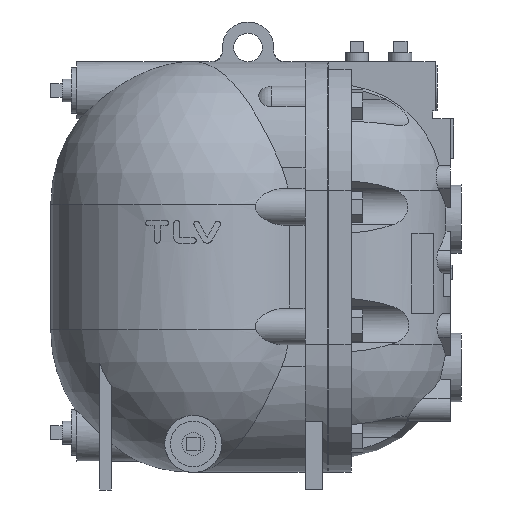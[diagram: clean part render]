
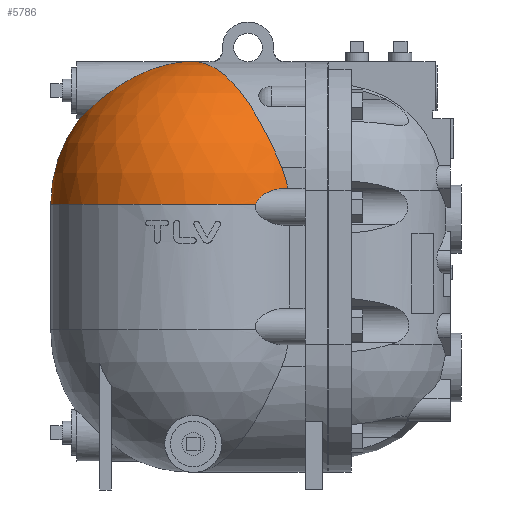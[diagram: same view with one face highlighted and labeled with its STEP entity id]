
A CAD part, front view. The second image highlights one B-rep face of the part: STEP entity #5786.
In plain terms, the highlighted spherical face has radius 125 mm.
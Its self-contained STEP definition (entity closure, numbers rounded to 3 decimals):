
#1752=FACE_OUTER_BOUND('',#2112,.T.);
#2112=EDGE_LOOP('',(#5399,#5400,#5401,#5402,#5403,#5404,#5405));
#2196=B_SPLINE_CURVE_WITH_KNOTS('',3,(#10640,#10641,#10642,#10643,#10644,
#10645,#10646,#10647,#10648,#10649,#10650,#10651,#10652,#10653,#10654,#10655,
#10656,#10657,#10658,#10659,#10660,#10661,#10662,#10663,#10664,#10665,#10666,
#10667,#10668,#10669,#10670,#10671,#10672,#10673,#10674,#10675,#10676,#10677,
#10678,#10679,#10680,#10681),.UNSPECIFIED.,.F.,.F.,(4,2,2,2,2,2,2,2,2,2,
2,2,2,2,2,2,2,2,2,2,4),(0.,0.048,0.097,0.193,
0.325,0.457,0.72,1.241,1.762,
2.804,3.914,5.025,6.136,7.246,
8.008,8.77,10.294,10.751,11.207,
11.664,12.121),.UNSPECIFIED.);
#2200=B_SPLINE_CURVE_WITH_KNOTS('',3,(#10772,#10773,#10774,#10775,#10776,
#10777,#10778,#10779,#10780,#10781,#10782,#10783,#10784,#10785,#10786,#10787,
#10788,#10789,#10790,#10791,#10792,#10793),.UNSPECIFIED.,.F.,.F.,(4,2,2,
2,2,2,2,2,2,2,4),(11.189,11.218,12.891,14.599,
16.306,18.013,19.72,21.513,23.306,
25.099,26.892),.UNSPECIFIED.);
#2203=B_SPLINE_CURVE_WITH_KNOTS('',3,(#10891,#10892,#10893,#10894,#10895,
#10896,#10897,#10898,#10899,#10900,#10901,#10902,#10903,#10904),
 .UNSPECIFIED.,.F.,.F.,(4,2,2,2,2,2,4),(6.074,6.348,
6.826,7.462,8.098,9.37,9.862),
 .UNSPECIFIED.);
#2205=CIRCLE('',#5819,125.);
#2208=CIRCLE('',#5822,125.);
#2406=CIRCLE('',#6347,125.);
#2407=CIRCLE('',#6349,84.076);
#2411=VERTEX_POINT('',#7987);
#2412=VERTEX_POINT('',#7988);
#2416=VERTEX_POINT('',#8030);
#2417=VERTEX_POINT('',#8032);
#2942=VERTEX_POINT('',#10771);
#2959=VERTEX_POINT('',#10888);
#2960=VERTEX_POINT('',#10890);
#2965=EDGE_CURVE('',#2411,#2412,#2205,.T.);
#2970=EDGE_CURVE('',#2417,#2416,#2208,.T.);
#3735=EDGE_CURVE('',#2412,#2417,#2196,.T.);
#3753=EDGE_CURVE('',#2942,#2411,#2200,.T.);
#3780=EDGE_CURVE('',#2960,#2959,#2203,.T.);
#3783=EDGE_CURVE('',#2960,#2416,#2406,.T.);
#3784=EDGE_CURVE('',#2959,#2942,#2407,.T.);
#5399=ORIENTED_EDGE('',*,*,#2965,.T.);
#5400=ORIENTED_EDGE('',*,*,#3735,.T.);
#5401=ORIENTED_EDGE('',*,*,#2970,.T.);
#5402=ORIENTED_EDGE('',*,*,#3783,.F.);
#5403=ORIENTED_EDGE('',*,*,#3780,.T.);
#5404=ORIENTED_EDGE('',*,*,#3784,.T.);
#5405=ORIENTED_EDGE('',*,*,#3753,.T.);
#5479=SPHERICAL_SURFACE('',#6348,125.);
#5786=ADVANCED_FACE('',(#1752),#5479,.T.);
#5819=AXIS2_PLACEMENT_3D('',#7989,#6368,#6369);
#5822=AXIS2_PLACEMENT_3D('',#8033,#6374,#6375);
#6347=AXIS2_PLACEMENT_3D('',#10925,#7939,#7940);
#6348=AXIS2_PLACEMENT_3D('',#10926,#7941,#7942);
#6349=AXIS2_PLACEMENT_3D('',#10927,#7943,#7944);
#6368=DIRECTION('center_axis',(0.,-1.,0.));
#6369=DIRECTION('ref_axis',(-1.,0.,0.));
#6374=DIRECTION('center_axis',(0.,-1.,0.));
#6375=DIRECTION('ref_axis',(-1.,0.,0.));
#7939=DIRECTION('center_axis',(0.,0.,-1.));
#7940=DIRECTION('ref_axis',(-1.,0.,0.));
#7941=DIRECTION('center_axis',(0.,0.,1.));
#7942=DIRECTION('ref_axis',(1.,0.,0.));
#7943=DIRECTION('center_axis',(0.,-1.,0.));
#7944=DIRECTION('ref_axis',(0.,0.,1.));
#7987=CARTESIAN_POINT('',(-118.,0.,247.5));
#7988=CARTESIAN_POINT('',(-123.462,0.,247.381));
#7989=CARTESIAN_POINT('Origin',(-118.,0.,122.5));
#8030=CARTESIAN_POINT('',(-243.,0.,122.5));
#8032=CARTESIAN_POINT('',(-218.089,0.,197.381));
#8033=CARTESIAN_POINT('Origin',(-118.,0.,122.5));
#10640=CARTESIAN_POINT('Ctrl Pts',(-123.462,0.,
247.381));
#10641=CARTESIAN_POINT('Ctrl Pts',(-123.462,-0.161,
247.381));
#10642=CARTESIAN_POINT('Ctrl Pts',(-123.491,-0.32,
247.379));
#10643=CARTESIAN_POINT('Ctrl Pts',(-123.597,-0.628,
247.373));
#10644=CARTESIAN_POINT('Ctrl Pts',(-123.673,-0.777,
247.369));
#10645=CARTESIAN_POINT('Ctrl Pts',(-123.945,-1.205,
247.353));
#10646=CARTESIAN_POINT('Ctrl Pts',(-124.186,-1.464,
247.339));
#10647=CARTESIAN_POINT('Ctrl Pts',(-124.737,-1.988,247.303));
#10648=CARTESIAN_POINT('Ctrl Pts',(-125.095,-2.272,
247.279));
#10649=CARTESIAN_POINT('Ctrl Pts',(-125.849,-2.823,
247.222));
#10650=CARTESIAN_POINT('Ctrl Pts',(-126.246,-3.089,
247.19));
#10651=CARTESIAN_POINT('Ctrl Pts',(-127.455,-3.864,
247.086));
#10652=CARTESIAN_POINT('Ctrl Pts',(-128.285,-4.349,
247.003));
#10653=CARTESIAN_POINT('Ctrl Pts',(-130.548,-5.634,
246.753));
#10654=CARTESIAN_POINT('Ctrl Pts',(-132.145,-6.482,246.542));
#10655=CARTESIAN_POINT('Ctrl Pts',(-135.424,-8.173,246.024));
#10656=CARTESIAN_POINT('Ctrl Pts',(-137.107,-9.013,
245.717));
#10657=CARTESIAN_POINT('Ctrl Pts',(-142.159,-11.471,
244.665));
#10658=CARTESIAN_POINT('Ctrl Pts',(-145.532,-13.024,
243.782));
#10659=CARTESIAN_POINT('Ctrl Pts',(-151.863,-15.788,
241.843));
#10660=CARTESIAN_POINT('Ctrl Pts',(-155.271,-17.187,240.636));
#10661=CARTESIAN_POINT('Ctrl Pts',(-162.18,-19.756,
237.819));
#10662=CARTESIAN_POINT('Ctrl Pts',(-165.681,-20.925,
236.209));
#10663=CARTESIAN_POINT('Ctrl Pts',(-172.606,-22.877,
232.663));
#10664=CARTESIAN_POINT('Ctrl Pts',(-176.032,-23.66,
230.726));
#10665=CARTESIAN_POINT('Ctrl Pts',(-182.659,-24.721,226.656));
#10666=CARTESIAN_POINT('Ctrl Pts',(-185.86,-25.,224.523));
#10667=CARTESIAN_POINT('Ctrl Pts',(-190.951,-25.,220.911));
#10668=CARTESIAN_POINT('Ctrl Pts',(-193.084,-24.869,
219.33));
#10669=CARTESIAN_POINT('Ctrl Pts',(-197.315,-24.245,
216.06));
#10670=CARTESIAN_POINT('Ctrl Pts',(-199.413,-23.752,
214.371));
#10671=CARTESIAN_POINT('Ctrl Pts',(-205.442,-21.635,209.335));
#10672=CARTESIAN_POINT('Ctrl Pts',(-209.108,-19.36,
206.018));
#10673=CARTESIAN_POINT('Ctrl Pts',(-212.847,-15.21,
202.5));
#10674=CARTESIAN_POINT('Ctrl Pts',(-213.683,-14.12,
201.702));
#10675=CARTESIAN_POINT('Ctrl Pts',(-215.188,-11.711,
200.248));
#10676=CARTESIAN_POINT('Ctrl Pts',(-215.859,-10.391,
199.593));
#10677=CARTESIAN_POINT('Ctrl Pts',(-216.954,-7.589,
198.513));
#10678=CARTESIAN_POINT('Ctrl Pts',(-217.381,-6.105,198.088));
#10679=CARTESIAN_POINT('Ctrl Pts',(-217.949,-3.071,
197.522));
#10680=CARTESIAN_POINT('Ctrl Pts',(-218.089,-1.522,
197.381));
#10681=CARTESIAN_POINT('Ctrl Pts',(-218.089,0.,
197.381));
#10771=CARTESIAN_POINT('',(-40.46,-92.5,155.));
#10772=CARTESIAN_POINT('Ctrl Pts',(-40.46,-92.5,
155.));
#10773=CARTESIAN_POINT('Ctrl Pts',(-40.5,-92.5,
155.097));
#10774=CARTESIAN_POINT('Ctrl Pts',(-40.541,-92.5,155.193));
#10775=CARTESIAN_POINT('Ctrl Pts',(-42.861,-92.483,
160.721));
#10776=CARTESIAN_POINT('Ctrl Pts',(-45.191,-91.981,
166.026));
#10777=CARTESIAN_POINT('Ctrl Pts',(-49.849,-90.203,
176.13));
#10778=CARTESIAN_POINT('Ctrl Pts',(-52.363,-88.84,
181.326));
#10779=CARTESIAN_POINT('Ctrl Pts',(-57.616,-85.162,
191.51));
#10780=CARTESIAN_POINT('Ctrl Pts',(-60.355,-82.848,
196.498));
#10781=CARTESIAN_POINT('Ctrl Pts',(-65.947,-77.404,
205.936));
#10782=CARTESIAN_POINT('Ctrl Pts',(-68.804,-74.272,
210.39));
#10783=CARTESIAN_POINT('Ctrl Pts',(-74.508,-67.447,
218.524));
#10784=CARTESIAN_POINT('Ctrl Pts',(-77.356,-63.755,
222.203));
#10785=CARTESIAN_POINT('Ctrl Pts',(-83.027,-55.992,
228.813));
#10786=CARTESIAN_POINT('Ctrl Pts',(-86.084,-51.579,
231.981));
#10787=CARTESIAN_POINT('Ctrl Pts',(-92.365,-42.11,237.542));
#10788=CARTESIAN_POINT('Ctrl Pts',(-95.591,-37.054,
239.936));
#10789=CARTESIAN_POINT('Ctrl Pts',(-102.078,-26.617,
243.762));
#10790=CARTESIAN_POINT('Ctrl Pts',(-105.344,-21.231,
245.195));
#10791=CARTESIAN_POINT('Ctrl Pts',(-111.781,-10.493,
247.064));
#10792=CARTESIAN_POINT('Ctrl Pts',(-114.953,-5.141,
247.5));
#10793=CARTESIAN_POINT('Ctrl Pts',(-118.,0.,247.5));
#10888=CARTESIAN_POINT('',(-34.976,-92.5,135.76));
#10890=CARTESIAN_POINT('',(-63.192,-112.344,122.5));
#10891=CARTESIAN_POINT('Ctrl Pts',(-63.192,-112.344,
122.5));
#10892=CARTESIAN_POINT('Ctrl Pts',(-62.935,-112.218,
123.389));
#10893=CARTESIAN_POINT('Ctrl Pts',(-62.552,-112.02,
124.25));
#10894=CARTESIAN_POINT('Ctrl Pts',(-61.27,-111.328,
126.457));
#10895=CARTESIAN_POINT('Ctrl Pts',(-60.196,-110.721,127.695));
#10896=CARTESIAN_POINT('Ctrl Pts',(-57.717,-109.264,
130.045));
#10897=CARTESIAN_POINT('Ctrl Pts',(-56.134,-108.292,
131.179));
#10898=CARTESIAN_POINT('Ctrl Pts',(-52.801,-106.143,
133.118));
#10899=CARTESIAN_POINT('Ctrl Pts',(-51.05,-104.964,
133.918));
#10900=CARTESIAN_POINT('Ctrl Pts',(-45.726,-101.216,
135.811));
#10901=CARTESIAN_POINT('Ctrl Pts',(-42.092,-98.429,
136.378));
#10902=CARTESIAN_POINT('Ctrl Pts',(-37.551,-94.699,
136.201));
#10903=CARTESIAN_POINT('Ctrl Pts',(-36.254,-93.606,
136.046));
#10904=CARTESIAN_POINT('Ctrl Pts',(-34.976,-92.5,
135.76));
#10925=CARTESIAN_POINT('Origin',(-118.,0.,122.5));
#10926=CARTESIAN_POINT('Origin',(-118.,0.,122.5));
#10927=CARTESIAN_POINT('Origin',(-118.,-92.5,122.5));
